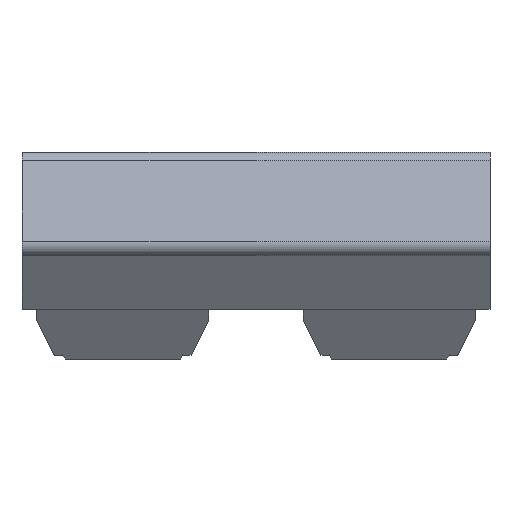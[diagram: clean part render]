
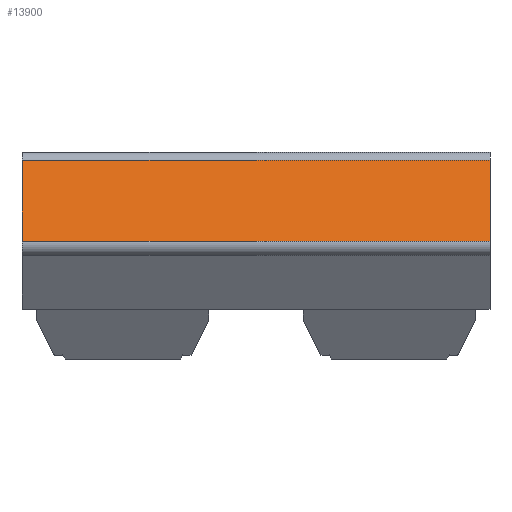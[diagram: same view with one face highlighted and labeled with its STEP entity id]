
A CAD part, front view. The second image highlights one B-rep face of the part: STEP entity #13900.
In plain terms, the highlighted face is planar.
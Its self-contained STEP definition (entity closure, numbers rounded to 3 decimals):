
#210=CARTESIAN_POINT('',(-19.847,-0.75,
-1.25));
#220=VERTEX_POINT('',#210);
#250=CARTESIAN_POINT('',(0.,-0.75,
-1.25));
#260=DIRECTION('',(1.,0.,0.));
#270=VECTOR('',#260,1.);
#280=LINE('',#250,#270);
#290=CARTESIAN_POINT('',(-17.247,-0.75,
-1.25));
#300=VERTEX_POINT('',#290);
#310=EDGE_CURVE('',#220,#300,#280,.T.);
#780=CARTESIAN_POINT('',(-19.847,-0.75,
13.15));
#790=VERTEX_POINT('',#780);
#1110=CARTESIAN_POINT('',(-17.247,-0.75,
13.15));
#1120=VERTEX_POINT('',#1110);
#1150=CARTESIAN_POINT('',(0.,-0.75,
13.15));
#1160=DIRECTION('',(1.,0.,0.));
#1170=VECTOR('',#1160,1.);
#1180=LINE('',#1150,#1170);
#1190=EDGE_CURVE('',#790,#1120,#1180,.T.);
#12710=CARTESIAN_POINT('',(-19.847,-0.75,
0.));
#12720=DIRECTION('',(0.,0.,-1.));
#12730=VECTOR('',#12720,1.);
#12740=LINE('',#12710,#12730);
#12750=EDGE_CURVE('',#790,#220,#12740,.T.);
#13740=CARTESIAN_POINT('',(-18.547,-0.75,
-1.25));
#13750=DIRECTION('',(0.,-1.,0.));
#13760=DIRECTION('',(0.,0.,-1.));
#13770=AXIS2_PLACEMENT_3D('',#13740,#13750,#13760);
#13780=PLANE('',#13770);
#13790=ORIENTED_EDGE('',*,*,#12750,.T.);
#13800=ORIENTED_EDGE('',*,*,#1190,.F.);
#13810=CARTESIAN_POINT('',(-17.247,-0.75,
0.));
#13820=DIRECTION('',(0.,0.,1.));
#13830=VECTOR('',#13820,1.);
#13840=LINE('',#13810,#13830);
#13850=EDGE_CURVE('',#300,#1120,#13840,.T.);
#13860=ORIENTED_EDGE('',*,*,#13850,.T.);
#13870=ORIENTED_EDGE('',*,*,#310,.T.);
#13880=EDGE_LOOP('',(#13870,#13860,#13800,#13790));
#13890=FACE_OUTER_BOUND('',#13880,.T.);
#13900=ADVANCED_FACE('',(#13890),#13780,.T.);
